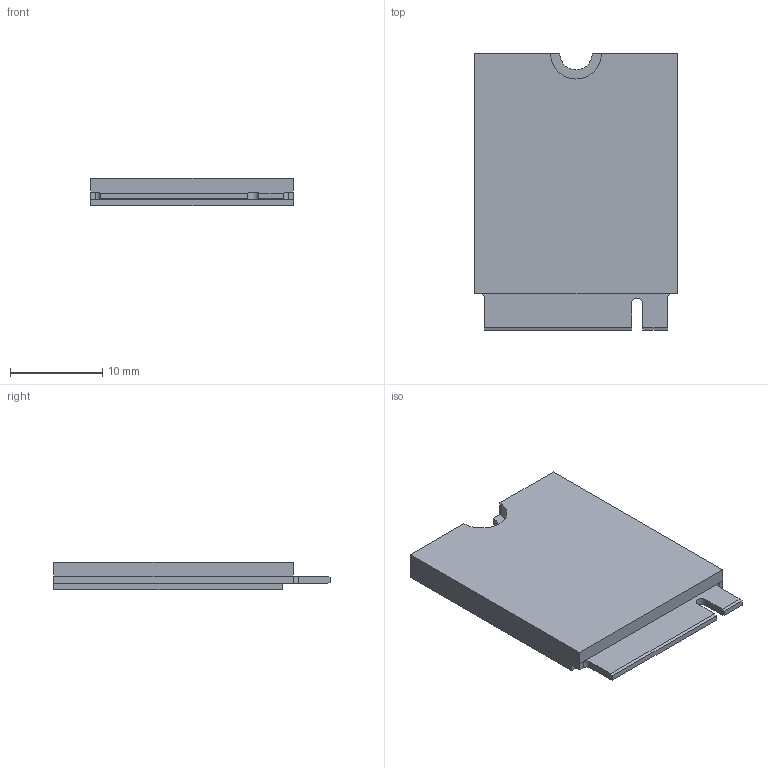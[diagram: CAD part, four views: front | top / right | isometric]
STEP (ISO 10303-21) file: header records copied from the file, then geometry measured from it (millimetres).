
FILE_DESCRIPTION(('FreeCAD Model'),'2;1');
FILE_NAME('NGFF_Module_Type_2230-D4-A.step', '2021-06-22T19:50:55',('Author'),(''), 'Open CASCADE STEP processor 7.3','FreeCAD','Unknown');
FILE_SCHEMA(('AUTOMOTIVE_DESIGN { 1 0 10303 214 1 1 1 1 }'));
Length unit declared in the file: millimetre
Products named in the file (6): Bottom_Components; Body002; Top_Components; Body001; PCB; Body
Assembly tree (3 placements, depth 2):
  Bottom_Components
    Body002
  Top_Components
    Body001
  PCB
    Body
Bounding box: 22 x 30 x 3 mm (x, y, z)
Volume: 1721.5 mm3; surface area: 3760.7 mm2
Topology: 3 solids, 3 shells, 40 faces, 102 edges, 68 vertices
Faces by surface type: plane 34, cylinder 6
Entity records: 2636 total; most frequent: CARTESIAN_POINT 418, DIRECTION 406, LINE 282, VECTOR 282, ORIENTED_EDGE 204, PCURVE 204, DEFINITIONAL_REPRESENTATION 204, EDGE_CURVE 102
